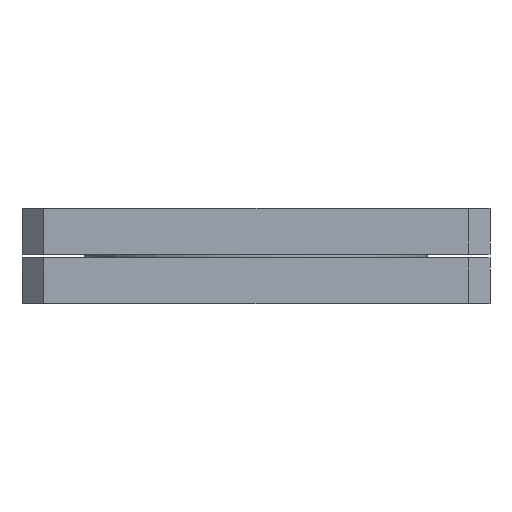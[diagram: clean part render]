
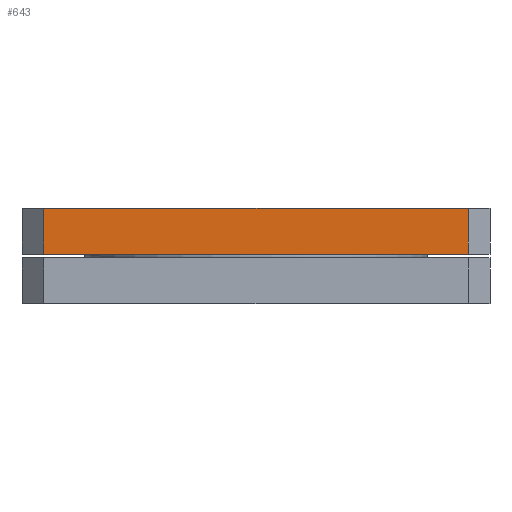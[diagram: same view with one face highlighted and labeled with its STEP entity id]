
A CAD part, front view. The second image highlights one B-rep face of the part: STEP entity #643.
In plain terms, the highlighted planar face has unit normal (0, -1, 0).
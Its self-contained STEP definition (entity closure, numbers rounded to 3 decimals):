
#17 = DIRECTION ( 'NONE',  ( 0., 0., -1. ) ) ;
#26 = ORIENTED_EDGE ( 'NONE', *, *, #1542, .T. ) ;
#181 = FACE_OUTER_BOUND ( 'NONE', #1127, .T. ) ;
#270 = DIRECTION ( 'NONE',  ( 0., 0., -1. ) ) ;
#312 = DIRECTION ( 'NONE',  ( 0., 0., 1. ) ) ;
#359 = CARTESIAN_POINT ( 'NONE',  ( 29., -32., -6.25 ) ) ;
#430 = AXIS2_PLACEMENT_3D ( 'NONE', #1295, #1158, #270 ) ;
#495 = DIRECTION ( 'NONE',  ( 1., 0., 0. ) ) ;
#544 = CARTESIAN_POINT ( 'NONE',  ( 32., -32., 0. ) ) ;
#613 = CARTESIAN_POINT ( 'NONE',  ( -29., -32., 0. ) ) ;
#623 = CARTESIAN_POINT ( 'NONE',  ( -29., -32., 0. ) ) ;
#628 = ORIENTED_EDGE ( 'NONE', *, *, #1563, .T. ) ;
#643 = ADVANCED_FACE ( 'NONE', ( #181 ), #862, .T. ) ;
#649 = ORIENTED_EDGE ( 'NONE', *, *, #812, .T. ) ;
#725 = LINE ( 'NONE', #544, #1504 ) ;
#740 = VERTEX_POINT ( 'NONE', #1471 ) ;
#812 = EDGE_CURVE ( 'NONE', #740, #1730, #1239, .T. ) ;
#847 = VECTOR ( 'NONE', #495, 1000. ) ;
#862 = PLANE ( 'NONE',  #430 ) ;
#1066 = VERTEX_POINT ( 'NONE', #1637 ) ;
#1113 = VECTOR ( 'NONE', #312, 1000. ) ;
#1127 = EDGE_LOOP ( 'NONE', ( #649, #26, #1333, #628 ) ) ;
#1158 = DIRECTION ( 'NONE',  ( 0., -1., 0. ) ) ;
#1239 = LINE ( 'NONE', #1799, #847 ) ;
#1240 = EDGE_CURVE ( 'NONE', #1066, #1609, #725, .T. ) ;
#1295 = CARTESIAN_POINT ( 'NONE',  ( 32., -32., 0. ) ) ;
#1333 = ORIENTED_EDGE ( 'NONE', *, *, #1240, .T. ) ;
#1454 = VECTOR ( 'NONE', #17, 1000. ) ;
#1471 = CARTESIAN_POINT ( 'NONE',  ( -29., -32., -6.25 ) ) ;
#1502 = LINE ( 'NONE', #1771, #1113 ) ;
#1504 = VECTOR ( 'NONE', #1559, 1000. ) ;
#1542 = EDGE_CURVE ( 'NONE', #1730, #1066, #1502, .T. ) ;
#1559 = DIRECTION ( 'NONE',  ( -1., 0., 0. ) ) ;
#1563 = EDGE_CURVE ( 'NONE', #1609, #740, #1885, .T. ) ;
#1609 = VERTEX_POINT ( 'NONE', #623 ) ;
#1637 = CARTESIAN_POINT ( 'NONE',  ( 29., -32., 0. ) ) ;
#1730 = VERTEX_POINT ( 'NONE', #359 ) ;
#1771 = CARTESIAN_POINT ( 'NONE',  ( 29., -32., 0. ) ) ;
#1799 = CARTESIAN_POINT ( 'NONE',  ( -225., -32., -6.25 ) ) ;
#1885 = LINE ( 'NONE', #613, #1454 ) ;
